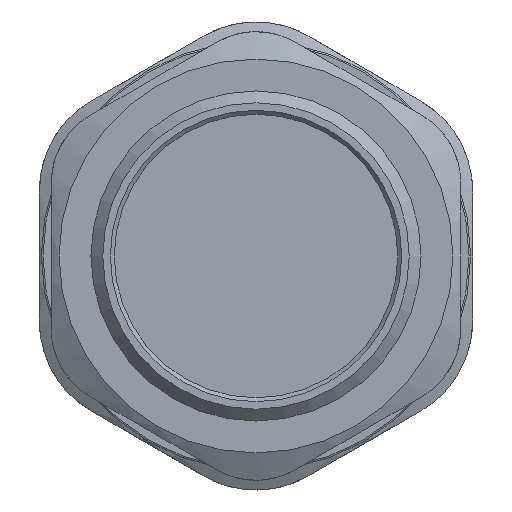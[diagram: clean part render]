
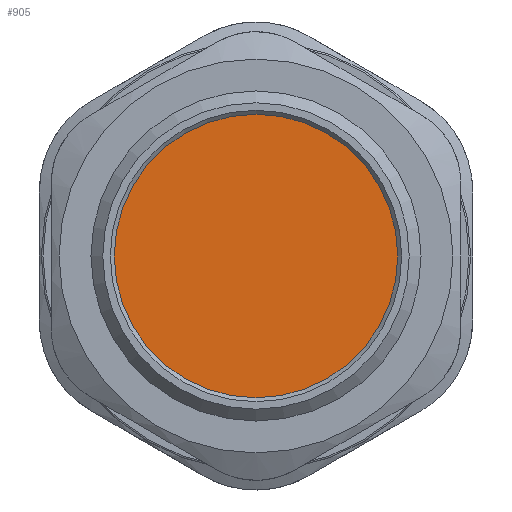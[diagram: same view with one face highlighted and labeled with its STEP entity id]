
A CAD part, front view. The second image highlights one B-rep face of the part: STEP entity #905.
In plain terms, the highlighted planar face has unit normal (0, -1, 0).
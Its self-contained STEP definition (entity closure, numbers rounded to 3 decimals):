
#64=PLANE('',#989);
#89=FACE_OUTER_BOUND('',#145,.T.);
#145=EDGE_LOOP('',(#583));
#243=CIRCLE('',#990,18.);
#356=VERTEX_POINT('',#1470);
#446=EDGE_CURVE('',#356,#356,#243,.T.);
#583=ORIENTED_EDGE('',*,*,#446,.F.);
#905=ADVANCED_FACE('',(#89),#64,.F.);
#989=AXIS2_PLACEMENT_3D('',#1469,#1091,#1092);
#990=AXIS2_PLACEMENT_3D('',#1471,#1093,#1094);
#1091=DIRECTION('center_axis',(0.,1.,0.));
#1092=DIRECTION('ref_axis',(0.,0.,1.));
#1093=DIRECTION('center_axis',(0.,1.,0.));
#1094=DIRECTION('ref_axis',(1.,0.,0.));
#1469=CARTESIAN_POINT('Origin',(2.261,-66.132,-0.976));
#1470=CARTESIAN_POINT('',(-15.739,-66.132,-0.976));
#1471=CARTESIAN_POINT('Origin',(2.261,-66.132,-0.976));
